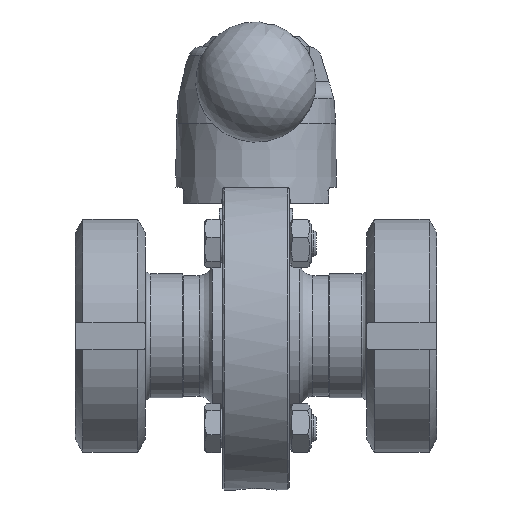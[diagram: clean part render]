
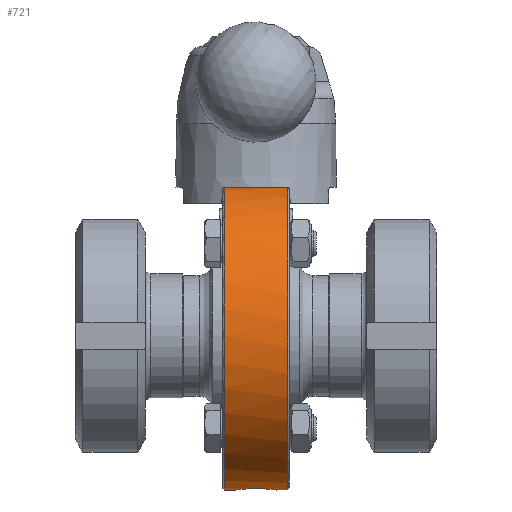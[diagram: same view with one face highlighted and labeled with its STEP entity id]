
A CAD part, front view. The second image highlights one B-rep face of the part: STEP entity #721.
In plain terms, the highlighted cylindrical face has radius 46 mm (diameter 92 mm), a full revolution.
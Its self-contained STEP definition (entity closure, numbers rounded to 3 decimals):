
#376=CARTESIAN_POINT('',(-6.1,0.,-46.));
#377=VERTEX_POINT('',#376);
#378=CARTESIAN_POINT('',(0.,-6.1,-45.594));
#379=VERTEX_POINT('',#378);
#380=CARTESIAN_POINT('',(-6.1,0.,-46.));
#381=CARTESIAN_POINT('',(-6.1,-0.767,-46.));
#382=CARTESIAN_POINT('',(-5.947,-1.584,-45.979));
#383=CARTESIAN_POINT('',(-5.324,-3.087,-45.902));
#384=CARTESIAN_POINT('',(-4.854,-3.772,-45.848));
#385=CARTESIAN_POINT('',(-3.772,-4.854,-45.746));
#386=CARTESIAN_POINT('',(-3.087,-5.324,-45.692));
#387=CARTESIAN_POINT('',(-1.584,-5.947,-45.615));
#388=CARTESIAN_POINT('',(-0.767,-6.1,-45.594));
#389=CARTESIAN_POINT('',(0.,-6.1,-45.594));
#390=B_SPLINE_CURVE_WITH_KNOTS('',3,(#380,#381,#382,#383,#384,#385,#386,#387,#388,#389),.UNSPECIFIED.,.F.,.U.,(4,2,2,2,4),(-0.92,-0.69,-0.46,-0.23,0.0),.UNSPECIFIED.);
#391=EDGE_CURVE('',#377,#379,#390,.T.);
#393=CARTESIAN_POINT('',(0.,6.1,-45.594));
#394=VERTEX_POINT('',#393);
#395=CARTESIAN_POINT('',(0.,6.1,-45.594));
#396=CARTESIAN_POINT('',(-0.767,6.1,-45.594));
#397=CARTESIAN_POINT('',(-1.584,5.947,-45.615));
#398=CARTESIAN_POINT('',(-3.087,5.324,-45.692));
#399=CARTESIAN_POINT('',(-3.772,4.854,-45.746));
#400=CARTESIAN_POINT('',(-4.854,3.772,-45.848));
#401=CARTESIAN_POINT('',(-5.324,3.087,-45.902));
#402=CARTESIAN_POINT('',(-5.947,1.584,-45.979));
#403=CARTESIAN_POINT('',(-6.1,0.767,-46.));
#404=CARTESIAN_POINT('',(-6.1,0.,-46.));
#405=B_SPLINE_CURVE_WITH_KNOTS('',3,(#395,#396,#397,#398,#399,#400,#401,#402,#403,#404),.UNSPECIFIED.,.F.,.U.,(4,2,2,2,4),(-1.841,-1.61,-1.38,-1.15,-0.92),.UNSPECIFIED.);
#406=EDGE_CURVE('',#394,#377,#405,.T.);
#408=CARTESIAN_POINT('',(6.1,0.,-46.));
#409=VERTEX_POINT('',#408);
#410=CARTESIAN_POINT('',(6.1,0.,-46.));
#411=CARTESIAN_POINT('',(6.1,0.767,-46.));
#412=CARTESIAN_POINT('',(5.947,1.584,-45.979));
#413=CARTESIAN_POINT('',(5.324,3.087,-45.902));
#414=CARTESIAN_POINT('',(4.854,3.772,-45.848));
#415=CARTESIAN_POINT('',(3.772,4.854,-45.746));
#416=CARTESIAN_POINT('',(3.087,5.324,-45.692));
#417=CARTESIAN_POINT('',(1.584,5.947,-45.615));
#418=CARTESIAN_POINT('',(0.767,6.1,-45.594));
#419=CARTESIAN_POINT('',(0.,6.1,-45.594));
#420=B_SPLINE_CURVE_WITH_KNOTS('',3,(#410,#411,#412,#413,#414,#415,#416,#417,#418,#419),.UNSPECIFIED.,.F.,.U.,(4,2,2,2,4),(-0.92,-0.69,-0.46,-0.23,0.0),.UNSPECIFIED.);
#421=EDGE_CURVE('',#409,#394,#420,.T.);
#423=CARTESIAN_POINT('',(0.,-6.1,-45.594));
#424=CARTESIAN_POINT('',(0.767,-6.1,-45.594));
#425=CARTESIAN_POINT('',(1.584,-5.947,-45.615));
#426=CARTESIAN_POINT('',(3.087,-5.324,-45.692));
#427=CARTESIAN_POINT('',(3.772,-4.854,-45.746));
#428=CARTESIAN_POINT('',(4.854,-3.772,-45.848));
#429=CARTESIAN_POINT('',(5.324,-3.087,-45.902));
#430=CARTESIAN_POINT('',(5.947,-1.584,-45.979));
#431=CARTESIAN_POINT('',(6.1,-0.767,-46.));
#432=CARTESIAN_POINT('',(6.1,0.,-46.));
#433=B_SPLINE_CURVE_WITH_KNOTS('',3,(#423,#424,#425,#426,#427,#428,#429,#430,#431,#432),.UNSPECIFIED.,.F.,.U.,(4,2,2,2,4),(-1.841,-1.61,-1.38,-1.15,-0.92),.UNSPECIFIED.);
#434=EDGE_CURVE('',#379,#409,#433,.T.);
#444=CARTESIAN_POINT('',(6.1,0.,46.));
#445=VERTEX_POINT('',#444);
#446=CARTESIAN_POINT('',(0.,-6.1,45.594));
#447=VERTEX_POINT('',#446);
#448=CARTESIAN_POINT('',(6.1,0.,46.));
#449=CARTESIAN_POINT('',(6.1,-0.767,46.));
#450=CARTESIAN_POINT('',(5.947,-1.584,45.979));
#451=CARTESIAN_POINT('',(5.324,-3.087,45.902));
#452=CARTESIAN_POINT('',(4.854,-3.772,45.848));
#453=CARTESIAN_POINT('',(3.772,-4.854,45.746));
#454=CARTESIAN_POINT('',(3.087,-5.324,45.692));
#455=CARTESIAN_POINT('',(1.584,-5.947,45.615));
#456=CARTESIAN_POINT('',(0.767,-6.1,45.594));
#457=CARTESIAN_POINT('',(0.,-6.1,45.594));
#458=B_SPLINE_CURVE_WITH_KNOTS('',3,(#448,#449,#450,#451,#452,#453,#454,#455,#456,#457),.UNSPECIFIED.,.F.,.U.,(4,2,2,2,4),(0.92,1.15,1.38,1.61,1.841),.UNSPECIFIED.);
#459=EDGE_CURVE('',#445,#447,#458,.T.);
#461=CARTESIAN_POINT('',(0.,6.1,45.594));
#462=VERTEX_POINT('',#461);
#463=CARTESIAN_POINT('',(0.,6.1,45.594));
#464=CARTESIAN_POINT('',(0.767,6.1,45.594));
#465=CARTESIAN_POINT('',(1.584,5.947,45.615));
#466=CARTESIAN_POINT('',(3.087,5.324,45.692));
#467=CARTESIAN_POINT('',(3.772,4.854,45.746));
#468=CARTESIAN_POINT('',(4.854,3.772,45.848));
#469=CARTESIAN_POINT('',(5.324,3.087,45.902));
#470=CARTESIAN_POINT('',(5.947,1.584,45.979));
#471=CARTESIAN_POINT('',(6.1,0.767,46.));
#472=CARTESIAN_POINT('',(6.1,0.,46.));
#473=B_SPLINE_CURVE_WITH_KNOTS('',3,(#463,#464,#465,#466,#467,#468,#469,#470,#471,#472),.UNSPECIFIED.,.F.,.U.,(4,2,2,2,4),(0.0,0.23,0.46,0.69,0.92),.UNSPECIFIED.);
#474=EDGE_CURVE('',#462,#445,#473,.T.);
#476=CARTESIAN_POINT('',(-6.1,0.,46.));
#477=VERTEX_POINT('',#476);
#478=CARTESIAN_POINT('',(-6.1,0.,46.));
#479=CARTESIAN_POINT('',(-6.1,0.767,46.));
#480=CARTESIAN_POINT('',(-5.947,1.584,45.979));
#481=CARTESIAN_POINT('',(-5.324,3.087,45.902));
#482=CARTESIAN_POINT('',(-4.854,3.772,45.848));
#483=CARTESIAN_POINT('',(-3.772,4.854,45.746));
#484=CARTESIAN_POINT('',(-3.087,5.324,45.692));
#485=CARTESIAN_POINT('',(-1.584,5.947,45.615));
#486=CARTESIAN_POINT('',(-0.767,6.1,45.594));
#487=CARTESIAN_POINT('',(0.,6.1,45.594));
#488=B_SPLINE_CURVE_WITH_KNOTS('',3,(#478,#479,#480,#481,#482,#483,#484,#485,#486,#487),.UNSPECIFIED.,.F.,.U.,(4,2,2,2,4),(0.92,1.15,1.38,1.61,1.841),.UNSPECIFIED.);
#489=EDGE_CURVE('',#477,#462,#488,.T.);
#491=CARTESIAN_POINT('',(0.,-6.1,45.594));
#492=CARTESIAN_POINT('',(-0.767,-6.1,45.594));
#493=CARTESIAN_POINT('',(-1.584,-5.947,45.615));
#494=CARTESIAN_POINT('',(-3.087,-5.324,45.692));
#495=CARTESIAN_POINT('',(-3.772,-4.854,45.746));
#496=CARTESIAN_POINT('',(-4.854,-3.772,45.848));
#497=CARTESIAN_POINT('',(-5.324,-3.087,45.902));
#498=CARTESIAN_POINT('',(-5.947,-1.584,45.979));
#499=CARTESIAN_POINT('',(-6.1,-0.767,46.));
#500=CARTESIAN_POINT('',(-6.1,0.,46.));
#501=B_SPLINE_CURVE_WITH_KNOTS('',3,(#491,#492,#493,#494,#495,#496,#497,#498,#499,#500),.UNSPECIFIED.,.F.,.U.,(4,2,2,2,4),(0.0,0.23,0.46,0.69,0.92),.UNSPECIFIED.);
#502=EDGE_CURVE('',#447,#477,#501,.T.);
#682=CARTESIAN_POINT('',(5.,0.0,0.0));
#683=DIRECTION('',(1.0,0.0,0.0));
#684=DIRECTION('',(0.0,1.0,0.0));
#685=AXIS2_PLACEMENT_3D('',#682,#683,#684);
#686=CYLINDRICAL_SURFACE('',#685,46.);
#687=CARTESIAN_POINT('',(-9.5,-46.,0.));
#688=VERTEX_POINT('',#687);
#689=CARTESIAN_POINT('',(-9.5,0.,0.));
#690=DIRECTION('',(-1.0,0.0,0.0));
#691=DIRECTION('',(0.0,1.0,0.0));
#692=AXIS2_PLACEMENT_3D('',#689,#690,#691);
#693=CIRCLE('',#692,46.);
#694=EDGE_CURVE('',#688,#688,#693,.T.);
#695=ORIENTED_EDGE('',*,*,#694,.F.);
#696=EDGE_LOOP('',(#695));
#697=FACE_OUTER_BOUND('',#696,.T.);
#698=ORIENTED_EDGE('',*,*,#434,.T.);
#699=ORIENTED_EDGE('',*,*,#421,.T.);
#700=ORIENTED_EDGE('',*,*,#406,.T.);
#701=ORIENTED_EDGE('',*,*,#391,.T.);
#702=EDGE_LOOP('',(#698,#699,#700,#701));
#703=FACE_BOUND('',#702,.T.);
#704=ORIENTED_EDGE('',*,*,#502,.T.);
#705=ORIENTED_EDGE('',*,*,#489,.T.);
#706=ORIENTED_EDGE('',*,*,#474,.T.);
#707=ORIENTED_EDGE('',*,*,#459,.T.);
#708=EDGE_LOOP('',(#704,#705,#706,#707));
#709=FACE_BOUND('',#708,.T.);
#710=CARTESIAN_POINT('',(9.5,46.,0.));
#711=VERTEX_POINT('',#710);
#712=CARTESIAN_POINT('',(9.5,0.0,0.0));
#713=DIRECTION('',(1.0,0.0,0.0));
#714=DIRECTION('',(0.0,-1.0,0.0));
#715=AXIS2_PLACEMENT_3D('',#712,#713,#714);
#716=CIRCLE('',#715,46.);
#717=EDGE_CURVE('',#711,#711,#716,.T.);
#718=ORIENTED_EDGE('',*,*,#717,.F.);
#719=EDGE_LOOP('',(#718));
#720=FACE_BOUND('',#719,.T.);
#721=ADVANCED_FACE('',(#697,#703,#709,#720),#686,.T.);
